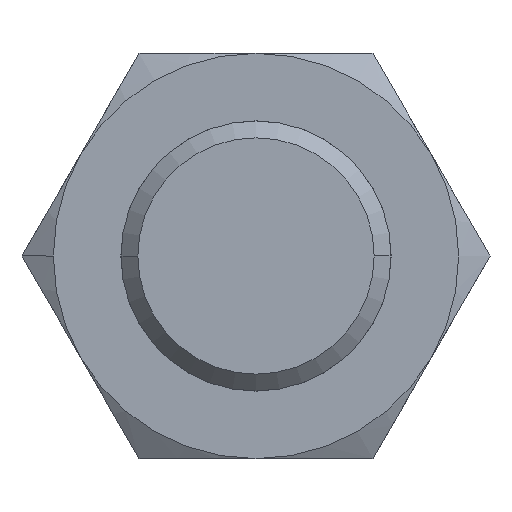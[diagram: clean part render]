
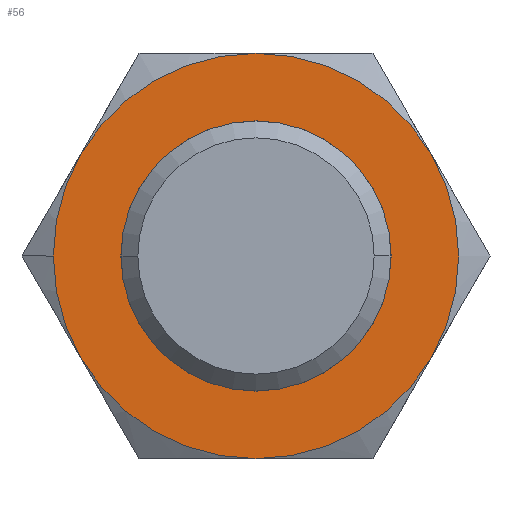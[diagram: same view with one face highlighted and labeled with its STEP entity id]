
A CAD part, front view. The second image highlights one B-rep face of the part: STEP entity #56.
In plain terms, the highlighted planar face has unit normal (0, -1, 0).
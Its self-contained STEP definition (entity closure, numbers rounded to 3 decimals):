
#25 = CARTESIAN_POINT ( 'NONE',  ( 0., 0., 12. ) ) ;
#46 = DIRECTION ( 'NONE',  ( 0., 1., 0. ) ) ;
#56 = ADVANCED_FACE ( 'NONE', ( #855, #410 ), #769, .F. ) ;
#66 = CARTESIAN_POINT ( 'NONE',  ( 0., 0., 0. ) ) ;
#72 = VERTEX_POINT ( 'NONE', #687 ) ;
#81 = AXIS2_PLACEMENT_3D ( 'NONE', #66, #286, #583 ) ;
#95 = CARTESIAN_POINT ( 'NONE',  ( 0., 0., 0. ) ) ;
#121 = CARTESIAN_POINT ( 'NONE',  ( -12., 0., 0. ) ) ;
#143 = EDGE_CURVE ( 'NONE', #825, #72, #951, .T. ) ;
#180 = DIRECTION ( 'NONE',  ( -1., 0., 0. ) ) ;
#187 = CARTESIAN_POINT ( 'NONE',  ( 12., 0., 0. ) ) ;
#195 = EDGE_CURVE ( 'NONE', #672, #763, #903, .T. ) ;
#197 = DIRECTION ( 'NONE',  ( 0., 1., 0. ) ) ;
#210 = EDGE_CURVE ( 'NONE', #592, #825, #391, .T. ) ;
#216 = ORIENTED_EDGE ( 'NONE', *, *, #675, .F. ) ;
#219 = DIRECTION ( 'NONE',  ( -1., 0., 0. ) ) ;
#230 = EDGE_LOOP ( 'NONE', ( #725, #765 ) ) ;
#241 = DIRECTION ( 'NONE',  ( -1., 0., 0. ) ) ;
#256 = AXIS2_PLACEMENT_3D ( 'NONE', #95, #526, #315 ) ;
#286 = DIRECTION ( 'NONE',  ( 0., 1., 0. ) ) ;
#315 = DIRECTION ( 'NONE',  ( -1., 0., 0. ) ) ;
#318 = CARTESIAN_POINT ( 'NONE',  ( 10.392, 0., -6. ) ) ;
#333 = VERTEX_POINT ( 'NONE', #717 ) ;
#342 = CARTESIAN_POINT ( 'NONE',  ( 0., 0., 0. ) ) ;
#364 = EDGE_CURVE ( 'NONE', #333, #447, #906, .T. ) ;
#382 = CARTESIAN_POINT ( 'NONE',  ( -8., 0., 0. ) ) ;
#386 = EDGE_LOOP ( 'NONE', ( #589, #676, #424, #882, #508, #918, #216 ) ) ;
#389 = CIRCLE ( 'NONE', #712, 12. ) ;
#390 = DIRECTION ( 'NONE',  ( 0., 1., 0. ) ) ;
#391 = CIRCLE ( 'NONE', #521, 12. ) ;
#405 = EDGE_CURVE ( 'NONE', #72, #598, #494, .T. ) ;
#410 = FACE_BOUND ( 'NONE', #230, .T. ) ;
#415 = CARTESIAN_POINT ( 'NONE',  ( 0., 0., 0. ) ) ;
#424 = ORIENTED_EDGE ( 'NONE', *, *, #751, .F. ) ;
#437 = AXIS2_PLACEMENT_3D ( 'NONE', #872, #197, #853 ) ;
#444 = DIRECTION ( 'NONE',  ( 0., 1., 0. ) ) ;
#447 = VERTEX_POINT ( 'NONE', #382 ) ;
#478 = DIRECTION ( 'NONE',  ( 0., 1., 0. ) ) ;
#491 = DIRECTION ( 'NONE',  ( 0., 1., 0. ) ) ;
#494 = CIRCLE ( 'NONE', #256, 12. ) ;
#508 = ORIENTED_EDGE ( 'NONE', *, *, #143, .F. ) ;
#521 = AXIS2_PLACEMENT_3D ( 'NONE', #524, #444, #219 ) ;
#524 = CARTESIAN_POINT ( 'NONE',  ( 0., 0., 0. ) ) ;
#526 = DIRECTION ( 'NONE',  ( 0., 1., 0. ) ) ;
#569 = CARTESIAN_POINT ( 'NONE',  ( -10.392, 0., -6. ) ) ;
#575 = DIRECTION ( 'NONE',  ( -1., 0., 0. ) ) ;
#583 = DIRECTION ( 'NONE',  ( -1., 0., 0. ) ) ;
#589 = ORIENTED_EDGE ( 'NONE', *, *, #195, .F. ) ;
#592 = VERTEX_POINT ( 'NONE', #880 ) ;
#598 = VERTEX_POINT ( 'NONE', #569 ) ;
#635 = DIRECTION ( 'NONE',  ( -1., 0., 0. ) ) ;
#672 = VERTEX_POINT ( 'NONE', #719 ) ;
#675 = EDGE_CURVE ( 'NONE', #763, #592, #921, .T. ) ;
#676 = ORIENTED_EDGE ( 'NONE', *, *, #938, .F. ) ;
#686 = DIRECTION ( 'NONE',  ( -1., 0., 0. ) ) ;
#687 = CARTESIAN_POINT ( 'NONE',  ( 0., 0., -12. ) ) ;
#699 = AXIS2_PLACEMENT_3D ( 'NONE', #342, #46, #635 ) ;
#701 = AXIS2_PLACEMENT_3D ( 'NONE', #928, #390, #686 ) ;
#712 = AXIS2_PLACEMENT_3D ( 'NONE', #415, #949, #869 ) ;
#717 = CARTESIAN_POINT ( 'NONE',  ( 8., 0., 0. ) ) ;
#719 = CARTESIAN_POINT ( 'NONE',  ( -10.392, 0., 6. ) ) ;
#725 = ORIENTED_EDGE ( 'NONE', *, *, #781, .T. ) ;
#731 = AXIS2_PLACEMENT_3D ( 'NONE', #187, #478, #180 ) ;
#732 = AXIS2_PLACEMENT_3D ( 'NONE', #840, #922, #241 ) ;
#751 = EDGE_CURVE ( 'NONE', #598, #895, #861, .T. ) ;
#763 = VERTEX_POINT ( 'NONE', #25 ) ;
#765 = ORIENTED_EDGE ( 'NONE', *, *, #364, .T. ) ;
#769 = PLANE ( 'NONE',  #731 ) ;
#781 = EDGE_CURVE ( 'NONE', #447, #333, #782, .T. ) ;
#782 = CIRCLE ( 'NONE', #732, 8. ) ;
#796 = AXIS2_PLACEMENT_3D ( 'NONE', #801, #491, #575 ) ;
#801 = CARTESIAN_POINT ( 'NONE',  ( 0., 0., 0. ) ) ;
#825 = VERTEX_POINT ( 'NONE', #318 ) ;
#840 = CARTESIAN_POINT ( 'NONE',  ( 0., 0., 0. ) ) ;
#853 = DIRECTION ( 'NONE',  ( -1., 0., 0. ) ) ;
#855 = FACE_OUTER_BOUND ( 'NONE', #386, .T. ) ;
#861 = CIRCLE ( 'NONE', #701, 12. ) ;
#869 = DIRECTION ( 'NONE',  ( -1., 0., 0. ) ) ;
#872 = CARTESIAN_POINT ( 'NONE',  ( 0., 0., 0. ) ) ;
#880 = CARTESIAN_POINT ( 'NONE',  ( 10.392, 0., 6. ) ) ;
#882 = ORIENTED_EDGE ( 'NONE', *, *, #405, .F. ) ;
#895 = VERTEX_POINT ( 'NONE', #121 ) ;
#903 = CIRCLE ( 'NONE', #699, 12. ) ;
#906 = CIRCLE ( 'NONE', #437, 8. ) ;
#918 = ORIENTED_EDGE ( 'NONE', *, *, #210, .F. ) ;
#921 = CIRCLE ( 'NONE', #81, 12. ) ;
#922 = DIRECTION ( 'NONE',  ( 0., 1., 0. ) ) ;
#928 = CARTESIAN_POINT ( 'NONE',  ( 0., 0., 0. ) ) ;
#938 = EDGE_CURVE ( 'NONE', #895, #672, #389, .T. ) ;
#949 = DIRECTION ( 'NONE',  ( 0., 1., 0. ) ) ;
#951 = CIRCLE ( 'NONE', #796, 12. ) ;
